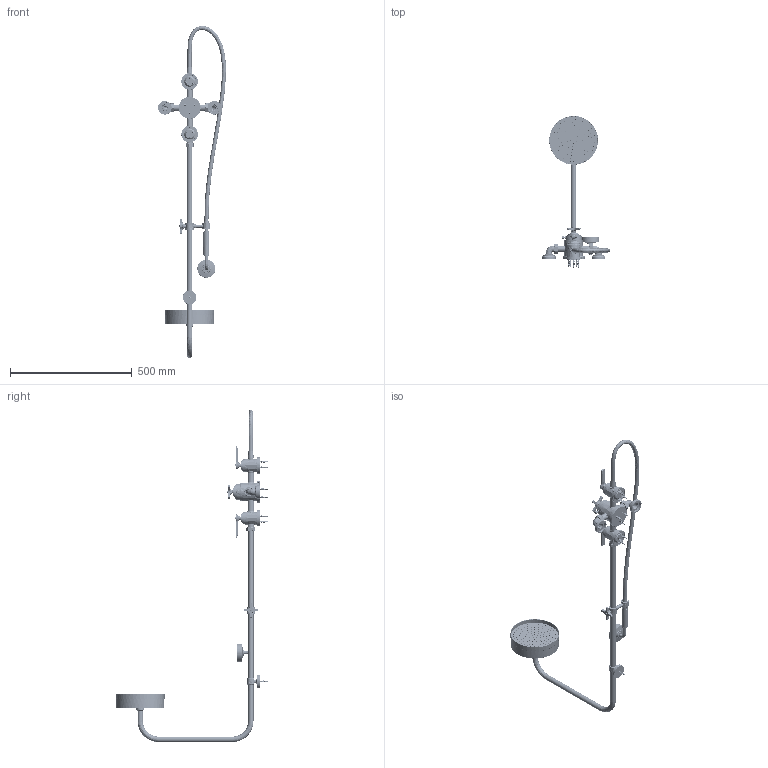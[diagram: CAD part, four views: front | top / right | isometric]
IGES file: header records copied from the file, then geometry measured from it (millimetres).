
Global section: file name: V7KA6XLF; native system: Autodesk Inventor 2018; preprocessor: unknown; author: adaniels; date: 20181024.102353; units: millimetre
Bounding box: 278.75 x 625.1 x 1362.65 mm (x, y, z)
Volume: 2764789.2 mm3; surface area: 874971.6 mm2
Topology: 169 solids, 178 shells, 7702 faces, 21668 edges, 14890 vertices
Faces by surface type: bspline 7702
